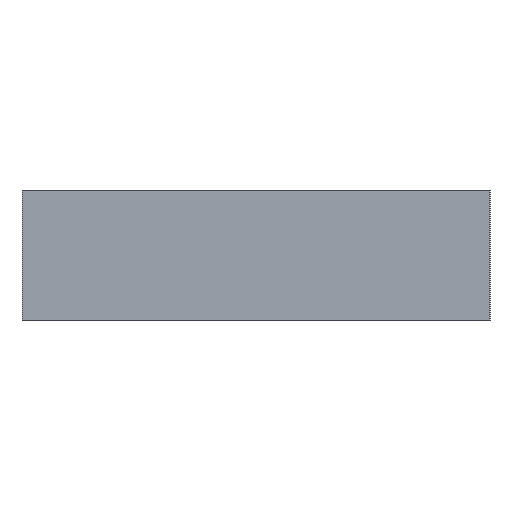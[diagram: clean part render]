
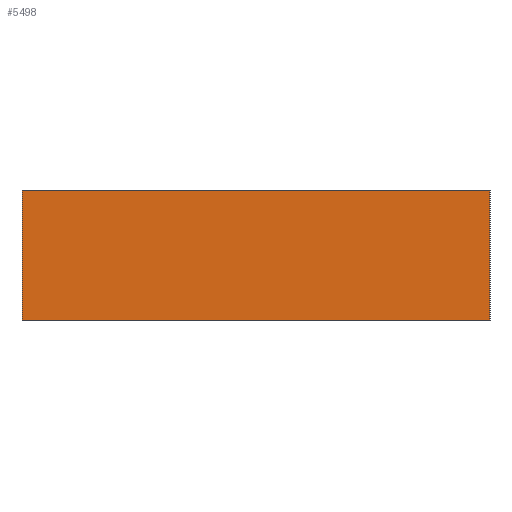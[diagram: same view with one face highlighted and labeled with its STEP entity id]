
A CAD part, left-side view. The second image highlights one B-rep face of the part: STEP entity #5498.
In plain terms, the highlighted planar face has unit normal (-1, 0, 0).
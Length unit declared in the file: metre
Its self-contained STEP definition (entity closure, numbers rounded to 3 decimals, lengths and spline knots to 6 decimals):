
#918=ORIENTED_EDGE('',*,*,#2310,.F.);
#919=ORIENTED_EDGE('',*,*,#2311,.F.);
#920=ORIENTED_EDGE('',*,*,#2130,.T.);
#921=ORIENTED_EDGE('',*,*,#2312,.T.);
#2130=EDGE_CURVE('',#2858,#2859,#3408,.T.);
#2310=EDGE_CURVE('',#3038,#3039,#3518,.T.);
#2311=EDGE_CURVE('',#2858,#3038,#3519,.T.);
#2312=EDGE_CURVE('',#2859,#3039,#3520,.T.);
#2858=VERTEX_POINT('',#8615);
#2859=VERTEX_POINT('',#8616);
#3038=VERTEX_POINT('',#8976);
#3039=VERTEX_POINT('',#8977);
#3408=LINE('',#8614,#4008);
#3518=LINE('',#8975,#4118);
#3519=LINE('',#8978,#4119);
#3520=LINE('',#8979,#4120);
#4008=VECTOR('',#6942,1.);
#4118=VECTOR('',#7194,1.);
#4119=VECTOR('',#7195,1.);
#4120=VECTOR('',#7196,1.);
#4568=EDGE_LOOP('',(#918,#919,#920,#921));
#4932=FACE_BOUND('',#4568,.T.);
#5247=PLANE('',#6146);
#5498=ADVANCED_FACE('',(#4932),#5247,.T.);
#6146=AXIS2_PLACEMENT_3D('',#8974,#7192,#7193);
#6942=DIRECTION('',(0.,1.,0.));
#7192=DIRECTION('',(-1.,0.,0.));
#7193=DIRECTION('',(0.,0.,1.));
#7194=DIRECTION('',(0.,1.,0.));
#7195=DIRECTION('',(0.,0.,-1.));
#7196=DIRECTION('',(0.,0.,-1.));
#8614=CARTESIAN_POINT('',(0.,0.045,0.025));
#8615=CARTESIAN_POINT('',(0.,0.,0.025));
#8616=CARTESIAN_POINT('',(0.,0.09,0.025));
#8974=CARTESIAN_POINT('',(0.,0.045,0.025));
#8975=CARTESIAN_POINT('',(0.,0.045,0.));
#8976=CARTESIAN_POINT('',(0.,0.,0.));
#8977=CARTESIAN_POINT('',(0.,0.09,0.));
#8978=CARTESIAN_POINT('',(0.,0.,0.025));
#8979=CARTESIAN_POINT('',(0.,0.09,0.025));
